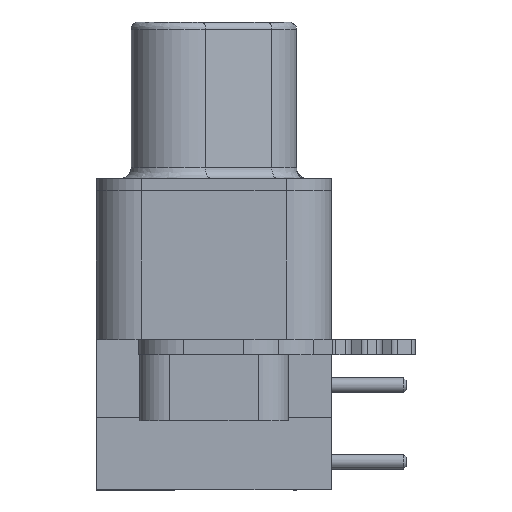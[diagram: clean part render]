
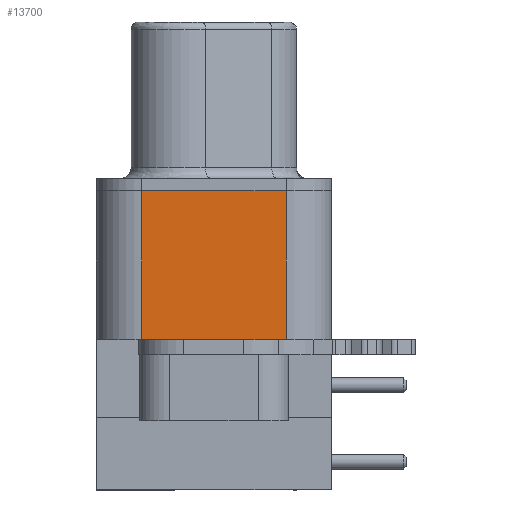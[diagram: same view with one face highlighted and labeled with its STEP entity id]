
A CAD part, left-side view. The second image highlights one B-rep face of the part: STEP entity #13700.
In plain terms, the highlighted planar face has unit normal (-1, 0, 0).
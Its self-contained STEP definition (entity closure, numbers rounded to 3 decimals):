
#375 = ORIENTED_EDGE ( 'NONE', *, *, #3873, .T. ) ;
#1059 = VECTOR ( 'NONE', #4479, 1000. ) ;
#1611 = LINE ( 'NONE', #28510, #25134 ) ;
#2650 = VECTOR ( 'NONE', #12576, 1000. ) ;
#2762 = ORIENTED_EDGE ( 'NONE', *, *, #3375, .T. ) ;
#2774 = VERTEX_POINT ( 'NONE', #37716 ) ;
#3375 = EDGE_CURVE ( 'NONE', #31635, #4566, #16001, .T. ) ;
#3873 = EDGE_CURVE ( 'NONE', #5757, #31635, #1611, .T. ) ;
#4375 = EDGE_CURVE ( 'NONE', #2774, #5757, #13511, .T. ) ;
#4479 = DIRECTION ( 'NONE',  ( 0., -1., 0. ) ) ;
#4566 = VERTEX_POINT ( 'NONE', #36744 ) ;
#5033 = CARTESIAN_POINT ( 'NONE',  ( 0., 0., 0. ) ) ;
#5279 = CARTESIAN_POINT ( 'NONE',  ( 0., 2.4, -2.475 ) ) ;
#5757 = VERTEX_POINT ( 'NONE', #23073 ) ;
#6155 = FACE_OUTER_BOUND ( 'NONE', #24842, .T. ) ;
#10403 = ORIENTED_EDGE ( 'NONE', *, *, #4375, .T. ) ;
#11877 = EDGE_CURVE ( 'NONE', #2774, #4566, #13080, .T. ) ;
#12576 = DIRECTION ( 'NONE',  ( 0., 0., 1. ) ) ;
#13080 = LINE ( 'NONE', #5033, #1059 ) ;
#13511 = LINE ( 'NONE', #5279, #19696 ) ;
#13657 = CARTESIAN_POINT ( 'NONE',  ( 0., -2.4, -4.95 ) ) ;
#13700 = ADVANCED_FACE ( 'NONE', ( #6155 ), #29056, .T. ) ;
#14601 = AXIS2_PLACEMENT_3D ( 'NONE', #17816, #23155, #34997 ) ;
#16001 = LINE ( 'NONE', #27622, #2650 ) ;
#17816 = CARTESIAN_POINT ( 'NONE',  ( 0., 2.496, -5.049 ) ) ;
#19696 = VECTOR ( 'NONE', #28929, 1000. ) ;
#23073 = CARTESIAN_POINT ( 'NONE',  ( 0., 2.4, -4.95 ) ) ;
#23155 = DIRECTION ( 'NONE',  ( -1., 0., 0. ) ) ;
#24842 = EDGE_LOOP ( 'NONE', ( #2762, #30651, #10403, #375 ) ) ;
#25134 = VECTOR ( 'NONE', #31380, 1000. ) ;
#27622 = CARTESIAN_POINT ( 'NONE',  ( 0., -2.4, -2.475 ) ) ;
#28510 = CARTESIAN_POINT ( 'NONE',  ( 0., 0., -4.95 ) ) ;
#28929 = DIRECTION ( 'NONE',  ( 0., 0., -1. ) ) ;
#29056 = PLANE ( 'NONE',  #14601 ) ;
#30651 = ORIENTED_EDGE ( 'NONE', *, *, #11877, .F. ) ;
#31380 = DIRECTION ( 'NONE',  ( 0., -1., 0. ) ) ;
#31635 = VERTEX_POINT ( 'NONE', #13657 ) ;
#34997 = DIRECTION ( 'NONE',  ( 0., -1., 0. ) ) ;
#36744 = CARTESIAN_POINT ( 'NONE',  ( 0., -2.4, 0. ) ) ;
#37716 = CARTESIAN_POINT ( 'NONE',  ( 0., 2.4, 0. ) ) ;
